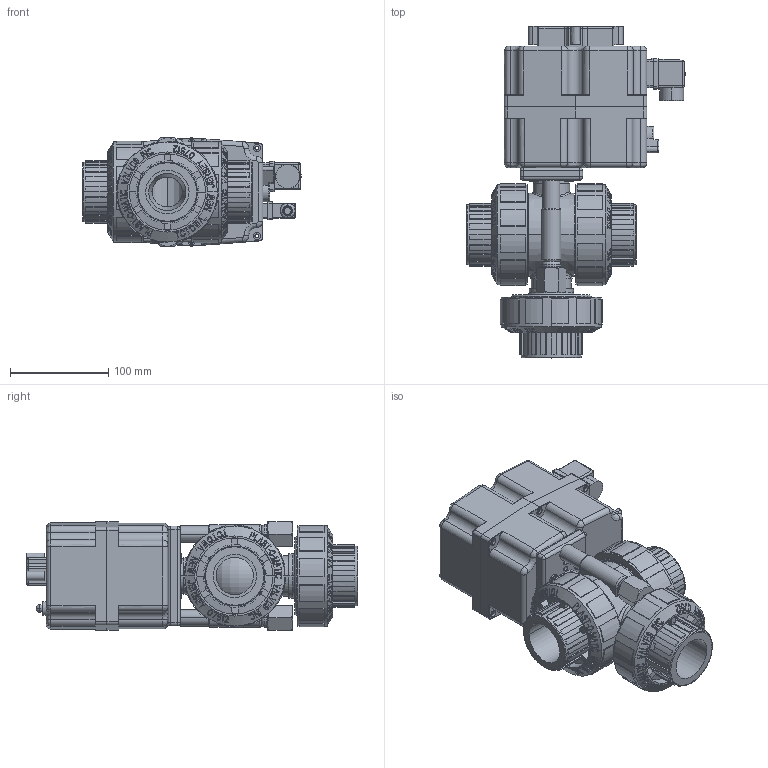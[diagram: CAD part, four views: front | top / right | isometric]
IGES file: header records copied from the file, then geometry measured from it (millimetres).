
Start section:  PTC IGES file: tebva150_sw0002.igs
Global section: file name: tebva150_sw0002.igs; native system: Creo Parametric by Parametric Technology Corporation; preprocessor: 2012230; author: Engineering; organization: Unknown; date: 20130426.174216; units: inch
Bounding box: 222.65 x 337.45 x 110.62 mm (x, y, z)
Surface area: 324327.4 mm2 (no closed solid volume)
Topology: 0 solids, 0 shells, 1192 faces, 9622 edges, 9618 vertices
Faces by surface type: revolution 614, bspline 578
